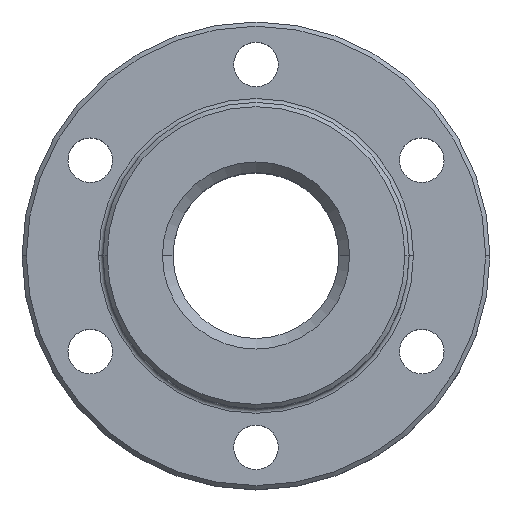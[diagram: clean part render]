
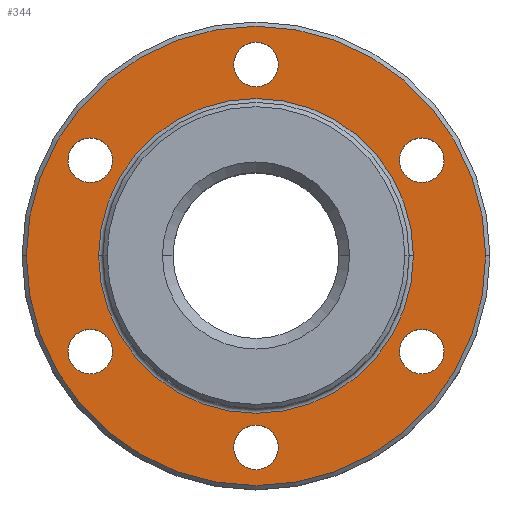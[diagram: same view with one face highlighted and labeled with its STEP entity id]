
A CAD part, top view. The second image highlights one B-rep face of the part: STEP entity #344.
In plain terms, the highlighted planar face has unit normal (0, 0, 1).
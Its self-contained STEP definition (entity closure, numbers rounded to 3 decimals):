
#1 = CIRCLE ( 'NONE', #535, 5.25 ) ;
#5 = VERTEX_POINT ( 'NONE', #24 ) ;
#17 = DIRECTION ( 'NONE',  ( 0., 0., 1. ) ) ;
#19 = AXIS2_PLACEMENT_3D ( 'NONE', #37, #993, #774 ) ;
#24 = CARTESIAN_POINT ( 'NONE',  ( 44.221, 22.5, 18. ) ) ;
#37 = CARTESIAN_POINT ( 'NONE',  ( 38.971, -22.5, 18. ) ) ;
#41 = AXIS2_PLACEMENT_3D ( 'NONE', #788, #254, #951 ) ;
#42 = VERTEX_POINT ( 'NONE', #512 ) ;
#54 = DIRECTION ( 'NONE',  ( 1., 0., 0. ) ) ;
#60 = ORIENTED_EDGE ( 'NONE', *, *, #472, .T. ) ;
#62 = AXIS2_PLACEMENT_3D ( 'NONE', #322, #1021, #314 ) ;
#65 = EDGE_LOOP ( 'NONE', ( #60, #252 ) ) ;
#68 = DIRECTION ( 'NONE',  ( 0., 0., 1. ) ) ;
#76 = ORIENTED_EDGE ( 'NONE', *, *, #283, .F. ) ;
#79 = CARTESIAN_POINT ( 'NONE',  ( 0., -45., 18. ) ) ;
#81 = VERTEX_POINT ( 'NONE', #191 ) ;
#84 = DIRECTION ( 'NONE',  ( 1., 0., 0. ) ) ;
#96 = AXIS2_PLACEMENT_3D ( 'NONE', #264, #823, #270 ) ;
#98 = VERTEX_POINT ( 'NONE', #267 ) ;
#111 = CARTESIAN_POINT ( 'NONE',  ( -38.971, 22.5, 18. ) ) ;
#122 = DIRECTION ( 'NONE',  ( 1., 0., 0. ) ) ;
#131 = AXIS2_PLACEMENT_3D ( 'NONE', #441, #336, #654 ) ;
#134 = CARTESIAN_POINT ( 'NONE',  ( 0., 0., 18. ) ) ;
#141 = AXIS2_PLACEMENT_3D ( 'NONE', #134, #459, #122 ) ;
#159 = EDGE_CURVE ( 'NONE', #778, #1012, #313, .T. ) ;
#161 = CARTESIAN_POINT ( 'NONE',  ( -38.971, -22.5, 18. ) ) ;
#168 = CARTESIAN_POINT ( 'NONE',  ( -44.221, 22.5, 18. ) ) ;
#182 = CARTESIAN_POINT ( 'NONE',  ( 38.971, 22.5, 18. ) ) ;
#191 = CARTESIAN_POINT ( 'NONE',  ( 5.25, -45., 18. ) ) ;
#205 = EDGE_CURVE ( 'NONE', #321, #1017, #974, .T. ) ;
#216 = CIRCLE ( 'NONE', #96, 5.25 ) ;
#229 = DIRECTION ( 'NONE',  ( 0., 0., 1. ) ) ;
#233 = FACE_BOUND ( 'NONE', #351, .T. ) ;
#243 = FACE_BOUND ( 'NONE', #553, .T. ) ;
#252 = ORIENTED_EDGE ( 'NONE', *, *, #527, .T. ) ;
#254 = DIRECTION ( 'NONE',  ( 0., 0., 1. ) ) ;
#264 = CARTESIAN_POINT ( 'NONE',  ( -38.971, 22.5, 18. ) ) ;
#265 = AXIS2_PLACEMENT_3D ( 'NONE', #182, #754, #965 ) ;
#267 = CARTESIAN_POINT ( 'NONE',  ( -33.721, -22.5, 18. ) ) ;
#270 = DIRECTION ( 'NONE',  ( 1., 0., 0. ) ) ;
#283 = EDGE_CURVE ( 'NONE', #541, #444, #700, .T. ) ;
#291 = VERTEX_POINT ( 'NONE', #793 ) ;
#313 = CIRCLE ( 'NONE', #893, 5.25 ) ;
#314 = DIRECTION ( 'NONE',  ( 1., 0., 0. ) ) ;
#316 = EDGE_CURVE ( 'NONE', #98, #42, #499, .T. ) ;
#321 = VERTEX_POINT ( 'NONE', #406 ) ;
#322 = CARTESIAN_POINT ( 'NONE',  ( 0., 0., 18. ) ) ;
#326 = AXIS2_PLACEMENT_3D ( 'NONE', #898, #742, #738 ) ;
#336 = DIRECTION ( 'NONE',  ( 0., 0., 1. ) ) ;
#342 = AXIS2_PLACEMENT_3D ( 'NONE', #693, #536, #926 ) ;
#343 = DIRECTION ( 'NONE',  ( 1., 0., 0. ) ) ;
#344 = ADVANCED_FACE ( 'NONE', ( #957, #633, #946, #233, #555, #649, #243, #962 ), #571, .T. ) ;
#346 = VERTEX_POINT ( 'NONE', #389 ) ;
#351 = EDGE_LOOP ( 'NONE', ( #932, #722 ) ) ;
#357 = CARTESIAN_POINT ( 'NONE',  ( -5.25, 45., 18. ) ) ;
#371 = ORIENTED_EDGE ( 'NONE', *, *, #1006, .F. ) ;
#378 = ORIENTED_EDGE ( 'NONE', *, *, #497, .F. ) ;
#380 = CIRCLE ( 'NONE', #265, 5.25 ) ;
#382 = VERTEX_POINT ( 'NONE', #168 ) ;
#389 = CARTESIAN_POINT ( 'NONE',  ( 33.721, 22.5, 18. ) ) ;
#392 = CARTESIAN_POINT ( 'NONE',  ( 37., 0., 18. ) ) ;
#399 = CIRCLE ( 'NONE', #19, 5.25 ) ;
#406 = CARTESIAN_POINT ( 'NONE',  ( -37., 0., 18. ) ) ;
#411 = ORIENTED_EDGE ( 'NONE', *, *, #460, .F. ) ;
#434 = ORIENTED_EDGE ( 'NONE', *, *, #858, .F. ) ;
#439 = EDGE_CURVE ( 'NONE', #1012, #778, #956, .T. ) ;
#441 = CARTESIAN_POINT ( 'NONE',  ( 38.971, 22.5, 18. ) ) ;
#442 = DIRECTION ( 'NONE',  ( 0., 0., 1. ) ) ;
#444 = VERTEX_POINT ( 'NONE', #520 ) ;
#447 = CIRCLE ( 'NONE', #644, 54. ) ;
#459 = DIRECTION ( 'NONE',  ( 0., 0., 1. ) ) ;
#460 = EDGE_CURVE ( 'NONE', #799, #382, #971, .T. ) ;
#472 = EDGE_CURVE ( 'NONE', #959, #291, #447, .T. ) ;
#473 = CARTESIAN_POINT ( 'NONE',  ( 5.25, 45., 18. ) ) ;
#478 = DIRECTION ( 'NONE',  ( 1., 0., 0. ) ) ;
#487 = CIRCLE ( 'NONE', #131, 5.25 ) ;
#495 = ORIENTED_EDGE ( 'NONE', *, *, #791, .T. ) ;
#496 = AXIS2_PLACEMENT_3D ( 'NONE', #583, #673, #981 ) ;
#497 = EDGE_CURVE ( 'NONE', #523, #81, #745, .T. ) ;
#499 = CIRCLE ( 'NONE', #41, 5.25 ) ;
#512 = CARTESIAN_POINT ( 'NONE',  ( -44.221, -22.5, 18. ) ) ;
#520 = CARTESIAN_POINT ( 'NONE',  ( 44.221, -22.5, 18. ) ) ;
#523 = VERTEX_POINT ( 'NONE', #862 ) ;
#524 = CARTESIAN_POINT ( 'NONE',  ( 33.721, -22.5, 18. ) ) ;
#527 = EDGE_CURVE ( 'NONE', #291, #959, #779, .T. ) ;
#535 = AXIS2_PLACEMENT_3D ( 'NONE', #79, #229, #945 ) ;
#536 = DIRECTION ( 'NONE',  ( 0., 0., -1. ) ) ;
#541 = VERTEX_POINT ( 'NONE', #524 ) ;
#546 = AXIS2_PLACEMENT_3D ( 'NONE', #643, #966, #84 ) ;
#553 = EDGE_LOOP ( 'NONE', ( #688, #746 ) ) ;
#555 = FACE_BOUND ( 'NONE', #723, .T. ) ;
#571 = PLANE ( 'NONE',  #811 ) ;
#583 = CARTESIAN_POINT ( 'NONE',  ( 0., -45., 18. ) ) ;
#585 = ORIENTED_EDGE ( 'NONE', *, *, #439, .F. ) ;
#616 = CARTESIAN_POINT ( 'NONE',  ( 0., 45., 18. ) ) ;
#626 = EDGE_LOOP ( 'NONE', ( #983, #378 ) ) ;
#633 = FACE_OUTER_BOUND ( 'NONE', #65, .T. ) ;
#641 = EDGE_LOOP ( 'NONE', ( #968, #585 ) ) ;
#643 = CARTESIAN_POINT ( 'NONE',  ( 38.971, -22.5, 18. ) ) ;
#644 = AXIS2_PLACEMENT_3D ( 'NONE', #748, #442, #760 ) ;
#649 = FACE_BOUND ( 'NONE', #641, .T. ) ;
#654 = DIRECTION ( 'NONE',  ( 1., 0., 0. ) ) ;
#656 = CARTESIAN_POINT ( 'NONE',  ( 0., 55., 18. ) ) ;
#670 = EDGE_CURVE ( 'NONE', #42, #98, #762, .T. ) ;
#673 = DIRECTION ( 'NONE',  ( 0., 0., 1. ) ) ;
#688 = ORIENTED_EDGE ( 'NONE', *, *, #881, .F. ) ;
#689 = CARTESIAN_POINT ( 'NONE',  ( -54., 0., 18. ) ) ;
#693 = CARTESIAN_POINT ( 'NONE',  ( 0., 0., 18. ) ) ;
#700 = CIRCLE ( 'NONE', #546, 5.25 ) ;
#722 = ORIENTED_EDGE ( 'NONE', *, *, #670, .F. ) ;
#723 = EDGE_LOOP ( 'NONE', ( #411, #434 ) ) ;
#736 = EDGE_CURVE ( 'NONE', #81, #523, #1, .T. ) ;
#738 = DIRECTION ( 'NONE',  ( 1., 0., 0. ) ) ;
#742 = DIRECTION ( 'NONE',  ( 0., 0., 1. ) ) ;
#745 = CIRCLE ( 'NONE', #496, 5.25 ) ;
#746 = ORIENTED_EDGE ( 'NONE', *, *, #887, .F. ) ;
#748 = CARTESIAN_POINT ( 'NONE',  ( 0., 0., 18. ) ) ;
#752 = CIRCLE ( 'NONE', #62, 37. ) ;
#754 = DIRECTION ( 'NONE',  ( 0., 0., 1. ) ) ;
#760 = DIRECTION ( 'NONE',  ( 1., 0., 0. ) ) ;
#762 = CIRCLE ( 'NONE', #891, 5.25 ) ;
#774 = DIRECTION ( 'NONE',  ( 1., 0., 0. ) ) ;
#776 = DIRECTION ( 'NONE',  ( 0., 0., 1. ) ) ;
#778 = VERTEX_POINT ( 'NONE', #473 ) ;
#779 = CIRCLE ( 'NONE', #141, 54. ) ;
#788 = CARTESIAN_POINT ( 'NONE',  ( -38.971, -22.5, 18. ) ) ;
#791 = EDGE_CURVE ( 'NONE', #1017, #321, #752, .T. ) ;
#793 = CARTESIAN_POINT ( 'NONE',  ( 54., 0., 18. ) ) ;
#795 = EDGE_LOOP ( 'NONE', ( #495, #804 ) ) ;
#799 = VERTEX_POINT ( 'NONE', #955 ) ;
#800 = DIRECTION ( 'NONE',  ( 1., 0., 0. ) ) ;
#804 = ORIENTED_EDGE ( 'NONE', *, *, #205, .T. ) ;
#811 = AXIS2_PLACEMENT_3D ( 'NONE', #656, #68, #478 ) ;
#823 = DIRECTION ( 'NONE',  ( 0., 0., 1. ) ) ;
#827 = AXIS2_PLACEMENT_3D ( 'NONE', #111, #994, #343 ) ;
#858 = EDGE_CURVE ( 'NONE', #382, #799, #216, .T. ) ;
#862 = CARTESIAN_POINT ( 'NONE',  ( -5.25, -45., 18. ) ) ;
#881 = EDGE_CURVE ( 'NONE', #5, #346, #487, .T. ) ;
#887 = EDGE_CURVE ( 'NONE', #346, #5, #380, .T. ) ;
#891 = AXIS2_PLACEMENT_3D ( 'NONE', #161, #17, #800 ) ;
#893 = AXIS2_PLACEMENT_3D ( 'NONE', #616, #776, #54 ) ;
#898 = CARTESIAN_POINT ( 'NONE',  ( 0., 45., 18. ) ) ;
#926 = DIRECTION ( 'NONE',  ( 1., 0., 0. ) ) ;
#932 = ORIENTED_EDGE ( 'NONE', *, *, #316, .F. ) ;
#945 = DIRECTION ( 'NONE',  ( 1., 0., 0. ) ) ;
#946 = FACE_BOUND ( 'NONE', #626, .T. ) ;
#951 = DIRECTION ( 'NONE',  ( 1., 0., 0. ) ) ;
#955 = CARTESIAN_POINT ( 'NONE',  ( -33.721, 22.5, 18. ) ) ;
#956 = CIRCLE ( 'NONE', #326, 5.25 ) ;
#957 = FACE_BOUND ( 'NONE', #795, .T. ) ;
#959 = VERTEX_POINT ( 'NONE', #689 ) ;
#962 = FACE_BOUND ( 'NONE', #1008, .T. ) ;
#965 = DIRECTION ( 'NONE',  ( 1., 0., 0. ) ) ;
#966 = DIRECTION ( 'NONE',  ( 0., 0., 1. ) ) ;
#968 = ORIENTED_EDGE ( 'NONE', *, *, #159, .F. ) ;
#971 = CIRCLE ( 'NONE', #827, 5.25 ) ;
#974 = CIRCLE ( 'NONE', #342, 37. ) ;
#981 = DIRECTION ( 'NONE',  ( 1., 0., 0. ) ) ;
#983 = ORIENTED_EDGE ( 'NONE', *, *, #736, .F. ) ;
#993 = DIRECTION ( 'NONE',  ( 0., 0., 1. ) ) ;
#994 = DIRECTION ( 'NONE',  ( 0., 0., 1. ) ) ;
#1006 = EDGE_CURVE ( 'NONE', #444, #541, #399, .T. ) ;
#1008 = EDGE_LOOP ( 'NONE', ( #371, #76 ) ) ;
#1012 = VERTEX_POINT ( 'NONE', #357 ) ;
#1017 = VERTEX_POINT ( 'NONE', #392 ) ;
#1021 = DIRECTION ( 'NONE',  ( 0., 0., -1. ) ) ;
